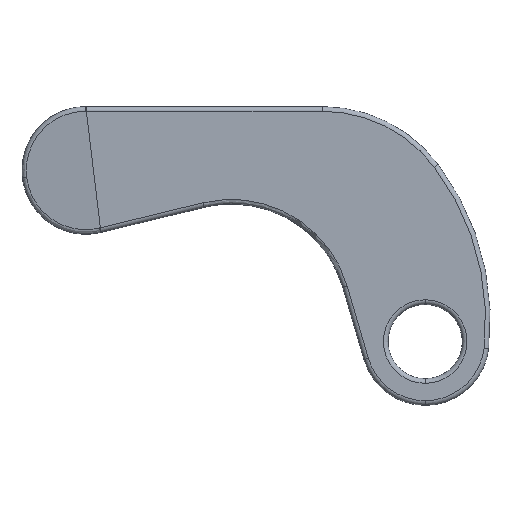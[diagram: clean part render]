
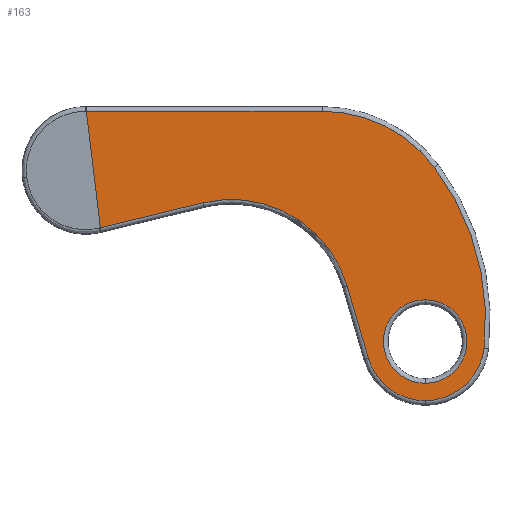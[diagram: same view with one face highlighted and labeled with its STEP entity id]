
A CAD part, front view. The second image highlights one B-rep face of the part: STEP entity #163.
In plain terms, the highlighted planar face has unit normal (0, -1, 0).
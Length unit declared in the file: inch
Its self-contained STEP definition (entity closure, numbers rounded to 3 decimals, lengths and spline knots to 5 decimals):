
#12 = EDGE_CURVE ( 'NONE', #241, #15, #402, .T. ) ;
#15 = VERTEX_POINT ( 'NONE', #451 ) ;
#114 = ORIENTED_EDGE ( 'NONE', *, *, #158, .T. ) ;
#115 = EDGE_LOOP ( 'NONE', ( #114, #162, #157, #178, #174, #175, #170, #169, #188 ) ) ;
#118 = VERTEX_POINT ( 'NONE', #639 ) ;
#119 = VERTEX_POINT ( 'NONE', #638 ) ;
#120 = ORIENTED_EDGE ( 'NONE', *, *, #323, .T. ) ;
#153 = VERTEX_POINT ( 'NONE', #701 ) ;
#156 = VERTEX_POINT ( 'NONE', #695 ) ;
#157 = ORIENTED_EDGE ( 'NONE', *, *, #161, .F. ) ;
#158 = EDGE_CURVE ( 'NONE', #156, #159, #694, .T. ) ;
#159 = VERTEX_POINT ( 'NONE', #689 ) ;
#160 = EDGE_CURVE ( 'NONE', #159, #360, #688, .T. ) ;
#161 = EDGE_CURVE ( 'NONE', #153, #360, #684, .T. ) ;
#162 = ORIENTED_EDGE ( 'NONE', *, *, #160, .T. ) ;
#163 = ADVANCED_FACE ( 'NONE', ( #680, #679 ), #676, .T. ) ;
#164 = EDGE_CURVE ( 'NONE', #378, #324, #737, .T. ) ;
#165 = ORIENTED_EDGE ( 'NONE', *, *, #164, .T. ) ;
#166 = EDGE_LOOP ( 'NONE', ( #165, #120 ) ) ;
#168 = EDGE_CURVE ( 'NONE', #15, #119, #730, .T. ) ;
#169 = ORIENTED_EDGE ( 'NONE', *, *, #168, .T. ) ;
#170 = ORIENTED_EDGE ( 'NONE', *, *, #12, .T. ) ;
#171 = VERTEX_POINT ( 'NONE', #725 ) ;
#172 = EDGE_CURVE ( 'NONE', #171, #241, #724, .T. ) ;
#173 = EDGE_CURVE ( 'NONE', #118, #171, #720, .T. ) ;
#174 = ORIENTED_EDGE ( 'NONE', *, *, #173, .T. ) ;
#175 = ORIENTED_EDGE ( 'NONE', *, *, #172, .T. ) ;
#178 = ORIENTED_EDGE ( 'NONE', *, *, #180, .T. ) ;
#180 = EDGE_CURVE ( 'NONE', #153, #118, #710, .T. ) ;
#187 = EDGE_CURVE ( 'NONE', #119, #156, #757, .T. ) ;
#188 = ORIENTED_EDGE ( 'NONE', *, *, #187, .T. ) ;
#241 = VERTEX_POINT ( 'NONE', #861 ) ;
#323 = EDGE_CURVE ( 'NONE', #324, #378, #1020, .T. ) ;
#324 = VERTEX_POINT ( 'NONE', #1011 ) ;
#360 = VERTEX_POINT ( 'NONE', #1070 ) ;
#378 = VERTEX_POINT ( 'NONE', #1097 ) ;
#399 = DIRECTION ( 'NONE',  ( 0., 0., -1. ) ) ;
#400 = DIRECTION ( 'NONE',  ( 0., -1., 0. ) ) ;
#402 = CIRCLE ( 'NONE', #427, 0.102 ) ;
#426 = CARTESIAN_POINT ( 'NONE',  ( 0.585, -0.1, -0.405 ) ) ;
#427 = AXIS2_PLACEMENT_3D ( 'NONE', #426, #400, #399 ) ;
#451 = CARTESIAN_POINT ( 'NONE',  ( 0.585, -0.1, -0.507 ) ) ;
#638 = CARTESIAN_POINT ( 'NONE',  ( 0.68638, -0.1, -0.41623 ) ) ;
#639 = CARTESIAN_POINT ( 'NONE',  ( 0.20191, -0.1, -0.16589 ) ) ;
#676 = PLANE ( 'NONE',  #678 ) ;
#677 = CARTESIAN_POINT ( 'NONE',  ( 0., -0.1, -0.11 ) ) ;
#678 = AXIS2_PLACEMENT_3D ( 'NONE', #677, #736, #735 ) ;
#679 = FACE_OUTER_BOUND ( 'NONE', #115, .T. ) ;
#680 = FACE_BOUND ( 'NONE', #166, .T. ) ;
#681 = DIRECTION ( 'NONE',  ( -0.119, 0., 0.993 ) ) ;
#682 = VECTOR ( 'NONE', #681, 39.37008 ) ;
#683 = CARTESIAN_POINT ( 'NONE',  ( 0., -0.1, 0. ) ) ;
#684 = LINE ( 'NONE', #683, #682 ) ;
#685 = DIRECTION ( 'NONE',  ( -1., 0., 0. ) ) ;
#686 = VECTOR ( 'NONE', #685, 39.37008 ) ;
#687 = CARTESIAN_POINT ( 'NONE',  ( 0., -0.1, -0.008 ) ) ;
#688 = LINE ( 'NONE', #687, #686 ) ;
#689 = CARTESIAN_POINT ( 'NONE',  ( 0.40754, -0.1, -0.008 ) ) ;
#690 = DIRECTION ( 'NONE',  ( 0., 0., -1. ) ) ;
#691 = DIRECTION ( 'NONE',  ( 0., -1., 0. ) ) ;
#692 = CARTESIAN_POINT ( 'NONE',  ( 0.40754, -0.1, -0.25 ) ) ;
#693 = AXIS2_PLACEMENT_3D ( 'NONE', #692, #691, #690 ) ;
#694 = CIRCLE ( 'NONE', #693, 0.242 ) ;
#695 = CARTESIAN_POINT ( 'NONE',  ( 0.60077, -0.1, -0.10431 ) ) ;
#701 = CARTESIAN_POINT ( 'NONE',  ( 0.02503, -0.1, -0.20889 ) ) ;
#710 = LINE ( 'NONE', #769, #768 ) ;
#716 = DIRECTION ( 'NONE',  ( 0., 0., -1. ) ) ;
#717 = DIRECTION ( 'NONE',  ( 0., 1., 0. ) ) ;
#718 = CARTESIAN_POINT ( 'NONE',  ( 0.25104, -0.1, -0.368 ) ) ;
#719 = AXIS2_PLACEMENT_3D ( 'NONE', #718, #717, #716 ) ;
#720 = CIRCLE ( 'NONE', #719, 0.208 ) ;
#721 = DIRECTION ( 'NONE',  ( 0.282, 0., -0.959 ) ) ;
#722 = VECTOR ( 'NONE', #721, 39.37008 ) ;
#723 = CARTESIAN_POINT ( 'NONE',  ( 0.36093, -0.1, -0.00401 ) ) ;
#724 = LINE ( 'NONE', #723, #722 ) ;
#725 = CARTESIAN_POINT ( 'NONE',  ( 0.45062, -0.1, -0.30939 ) ) ;
#726 = DIRECTION ( 'NONE',  ( 0., 0., -1. ) ) ;
#727 = DIRECTION ( 'NONE',  ( 0., -1., 0. ) ) ;
#728 = CARTESIAN_POINT ( 'NONE',  ( 0.585, -0.1, -0.405 ) ) ;
#729 = AXIS2_PLACEMENT_3D ( 'NONE', #728, #727, #726 ) ;
#730 = CIRCLE ( 'NONE', #729, 0.102 ) ;
#731 = DIRECTION ( 'NONE',  ( 0., 0., -1. ) ) ;
#732 = DIRECTION ( 'NONE',  ( 0., 1., 0. ) ) ;
#733 = CARTESIAN_POINT ( 'NONE',  ( 0.585, -0.1, -0.405 ) ) ;
#734 = AXIS2_PLACEMENT_3D ( 'NONE', #733, #732, #731 ) ;
#735 = DIRECTION ( 'NONE',  ( 0., 0., -1. ) ) ;
#736 = DIRECTION ( 'NONE',  ( 0., -1., 0. ) ) ;
#737 = CIRCLE ( 'NONE', #734, 0.072 ) ;
#750 = DIRECTION ( 'NONE',  ( 0., 0., -1. ) ) ;
#751 = DIRECTION ( 'NONE',  ( 0., -1., 0. ) ) ;
#752 = CARTESIAN_POINT ( 'NONE',  ( 0.25104, -0.1, -0.368 ) ) ;
#753 = AXIS2_PLACEMENT_3D ( 'NONE', #752, #751, #750 ) ;
#757 = CIRCLE ( 'NONE', #753, 0.438 ) ;
#767 = DIRECTION ( 'NONE',  ( 0.972, 0., 0.236 ) ) ;
#768 = VECTOR ( 'NONE', #767, 39.37008 ) ;
#769 = CARTESIAN_POINT ( 'NONE',  ( 0.02409, -0.1, -0.20911 ) ) ;
#861 = CARTESIAN_POINT ( 'NONE',  ( 0.48713, -0.1, -0.43374 ) ) ;
#1011 = CARTESIAN_POINT ( 'NONE',  ( 0.585, -0.1, -0.333 ) ) ;
#1012 = DIRECTION ( 'NONE',  ( 0., 0., -1. ) ) ;
#1013 = DIRECTION ( 'NONE',  ( 0., 1., 0. ) ) ;
#1014 = CARTESIAN_POINT ( 'NONE',  ( 0.585, -0.1, -0.405 ) ) ;
#1015 = AXIS2_PLACEMENT_3D ( 'NONE', #1014, #1013, #1012 ) ;
#1020 = CIRCLE ( 'NONE', #1015, 0.072 ) ;
#1070 = CARTESIAN_POINT ( 'NONE',  ( 0.00097, -0.1, -0.00808 ) ) ;
#1097 = CARTESIAN_POINT ( 'NONE',  ( 0.585, -0.1, -0.477 ) ) ;
